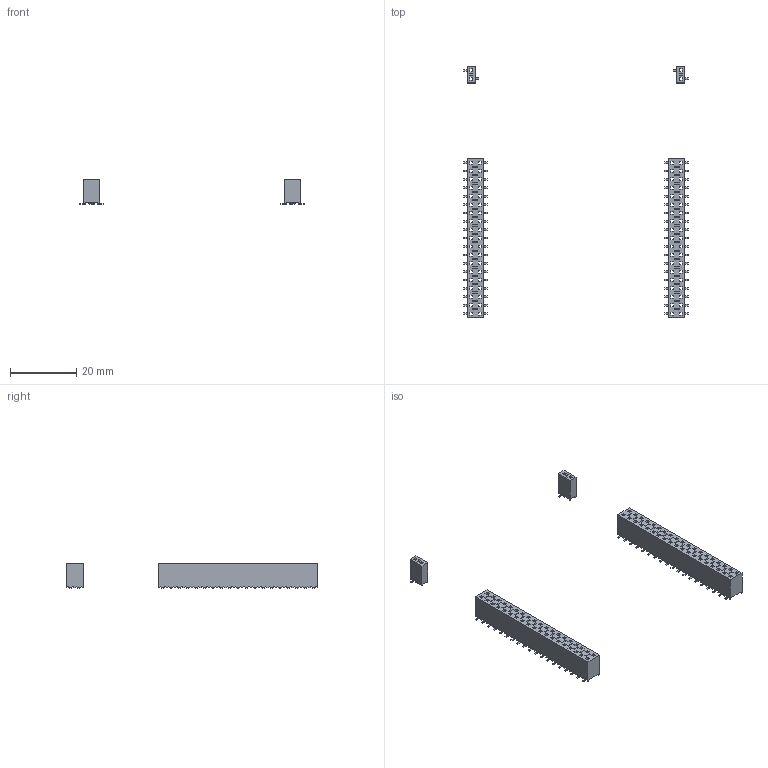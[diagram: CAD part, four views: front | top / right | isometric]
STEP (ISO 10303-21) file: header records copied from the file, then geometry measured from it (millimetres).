
FILE_DESCRIPTION (( 'STEP AP214' ), '1' );
FILE_NAME ('NUCLEO64-L476RG_Socket_SMD_only.STEP', '2020-10-07T07:29:35', ( '' ), ( '' ), 'SwSTEP 2.0', 'SolidWorks 2018', '' );
FILE_SCHEMA (( 'AUTOMOTIVE_DESIGN' ));
Length unit declared in the file: millimetre
Products named in the file (7): SSM_102_L_SV_3; SSM_102_L_SV; SSM_119_L_DV; NUCLEO64-L476RG_Socket_SMD_only; SSM_102_L_SV_5; SSM_119_L_DV_5; SSM_119_L_DV_3
Assembly tree (8 placements, depth 3):
  NUCLEO64-L476RG_Socket_SMD_only
    SSM_119_L_DV  x2
      SSM_119_L_DV_3
      SSM_119_L_DV_5
    SSM_102_L_SV  x2
      SSM_102_L_SV_3
      SSM_102_L_SV_5
Bounding box: 68.07 x 76.2 x 7.49 mm (x, y, z)
Volume: 3115.8 mm3; surface area: 5536.9 mm2
Topology: 8 solids, 8 shells, 1996 faces, 5928 edges, 3952 vertices
Faces by surface type: plane 1836, cylinder 160
Entity records: 44340 total; most frequent: CARTESIAN_POINT 5951, ORIENTED_EDGE 5928, DIRECTION 5146, EDGE_CURVE 2964, VECTOR 2804, LINE 2804, VERTEX_POINT 1976, AXIS2_PLACEMENT_3D 1171
